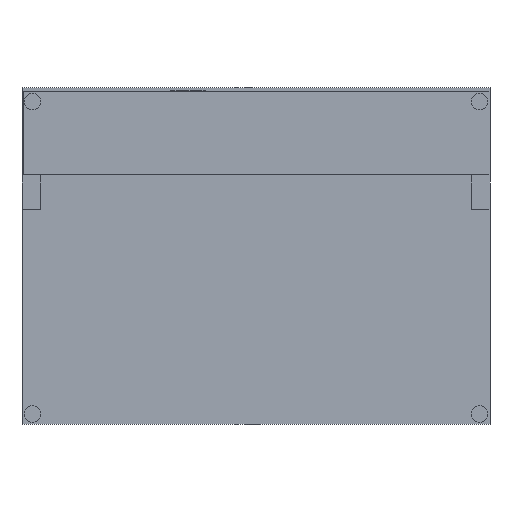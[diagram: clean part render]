
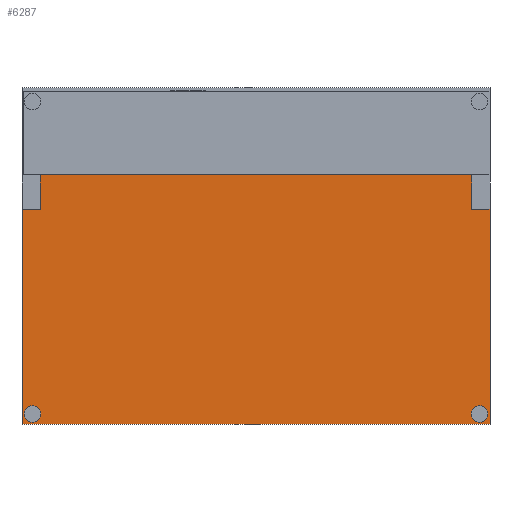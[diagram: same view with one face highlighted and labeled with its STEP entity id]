
A CAD part, front view. The second image highlights one B-rep face of the part: STEP entity #6287.
In plain terms, the highlighted planar face has unit normal (0, -1, 0).
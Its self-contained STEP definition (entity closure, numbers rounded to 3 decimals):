
#386=FACE_OUTER_BOUND('',#768,.T.);
#768=EDGE_LOOP('',(#4207,#4208,#4209,#4210,#4211,#4212,#4213,#4214));
#1168=LINE('',#9211,#1895);
#1172=LINE('',#9217,#1899);
#1173=LINE('',#9220,#1900);
#1176=LINE('',#9225,#1903);
#1177=LINE('',#9228,#1904);
#1179=LINE('',#9232,#1906);
#1181=LINE('',#9236,#1908);
#1183=LINE('',#9239,#1910);
#1895=VECTOR('',#7327,10.);
#1899=VECTOR('',#7333,10.);
#1900=VECTOR('',#7336,10.);
#1903=VECTOR('',#7341,10.);
#1904=VECTOR('',#7344,10.);
#1906=VECTOR('',#7348,10.);
#1908=VECTOR('',#7352,10.);
#1910=VECTOR('',#7356,10.);
#2616=VERTEX_POINT('',#9209);
#2617=VERTEX_POINT('',#9210);
#2618=VERTEX_POINT('',#9215);
#2619=VERTEX_POINT('',#9219);
#2620=VERTEX_POINT('',#9223);
#2621=VERTEX_POINT('',#9227);
#2622=VERTEX_POINT('',#9231);
#2623=VERTEX_POINT('',#9235);
#3242=EDGE_CURVE('',#2616,#2617,#1168,.T.);
#3246=EDGE_CURVE('',#2618,#2617,#1172,.T.);
#3247=EDGE_CURVE('',#2619,#2616,#1173,.T.);
#3250=EDGE_CURVE('',#2620,#2618,#1176,.T.);
#3251=EDGE_CURVE('',#2619,#2621,#1177,.T.);
#3253=EDGE_CURVE('',#2622,#2620,#1179,.T.);
#3255=EDGE_CURVE('',#2623,#2622,#1181,.T.);
#3257=EDGE_CURVE('',#2621,#2623,#1183,.T.);
#4207=ORIENTED_EDGE('',*,*,#3257,.F.);
#4208=ORIENTED_EDGE('',*,*,#3251,.F.);
#4209=ORIENTED_EDGE('',*,*,#3247,.T.);
#4210=ORIENTED_EDGE('',*,*,#3242,.T.);
#4211=ORIENTED_EDGE('',*,*,#3246,.F.);
#4212=ORIENTED_EDGE('',*,*,#3250,.F.);
#4213=ORIENTED_EDGE('',*,*,#3253,.F.);
#4214=ORIENTED_EDGE('',*,*,#3255,.F.);
#5984=PLANE('',#6728);
#6287=ADVANCED_FACE('',(#386),#5984,.F.);
#6728=AXIS2_PLACEMENT_3D('',#9240,#7357,#7358);
#7327=DIRECTION('',(-1.,0.,0.));
#7333=DIRECTION('',(0.,0.,1.));
#7336=DIRECTION('',(0.,0.,1.));
#7341=DIRECTION('',(1.,0.,0.));
#7344=DIRECTION('',(1.,0.,0.));
#7348=DIRECTION('',(0.,0.,1.));
#7352=DIRECTION('',(-1.,0.,0.));
#7356=DIRECTION('',(0.,0.,-1.));
#7357=DIRECTION('center_axis',(0.,1.,0.));
#7358=DIRECTION('ref_axis',(0.,0.,1.));
#9209=CARTESIAN_POINT('',(518.5,0.,341.5));
#9210=CARTESIAN_POINT('',(-518.5,0.,341.5));
#9211=CARTESIAN_POINT('',(-259.25,0.,341.5));
#9215=CARTESIAN_POINT('',(-518.5,0.,258.5));
#9217=CARTESIAN_POINT('',(-518.5,0.,258.5));
#9219=CARTESIAN_POINT('',(518.5,0.,258.5));
#9220=CARTESIAN_POINT('',(518.5,0.,258.5));
#9223=CARTESIAN_POINT('',(-562.5,0.,258.5));
#9225=CARTESIAN_POINT('',(-562.5,0.,258.5));
#9227=CARTESIAN_POINT('',(562.5,0.,258.5));
#9228=CARTESIAN_POINT('',(-562.5,0.,258.5));
#9231=CARTESIAN_POINT('',(-562.5,0.,-258.5));
#9232=CARTESIAN_POINT('',(-562.5,0.,-258.5));
#9235=CARTESIAN_POINT('',(562.5,0.,-258.5));
#9236=CARTESIAN_POINT('',(562.5,0.,-258.5));
#9239=CARTESIAN_POINT('',(562.5,0.,258.5));
#9240=CARTESIAN_POINT('Origin',(0.,0.,0.));
